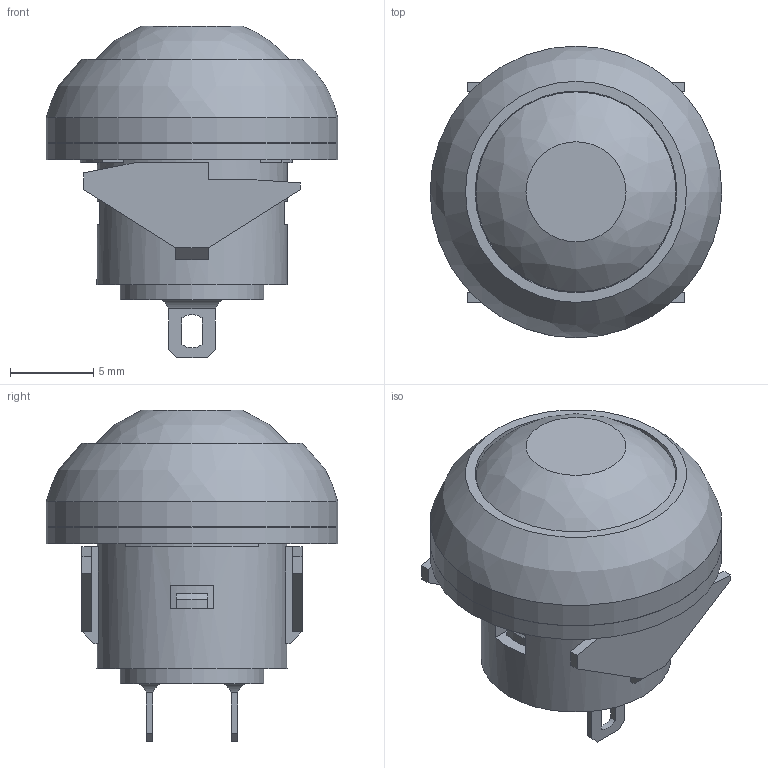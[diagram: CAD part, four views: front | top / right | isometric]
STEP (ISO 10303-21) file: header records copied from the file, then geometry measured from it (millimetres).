
FILE_DESCRIPTION(/* description */ (''),/* implementation_level */ '2;1');
FILE_NAME(/* name */ 'RP8100B1M1CEBLKxxxNIL.stp',/* time_stamp */ '2021-10-26T13:11:06-05:00',/* author */ ('mwilliams'),/* organization */ (''),/* preprocessor_version */ 'ST-DEVELOPER v18',/* originating_system */ 'Autodesk Inventor 2020',/* authorisation */ '');
FILE_SCHEMA (('AUTOMOTIVE_DESIGN { 1 0 10303 214 3 1 1 }'));
Length unit declared in the file: millimetre
Products named in the file (1): Part24
Bounding box: 17.5 x 17.5 x 19.9 mm (x, y, z)
Volume: 1605.1 mm3; surface area: 3059.6 mm2
Topology: 7 solids, 7 shells, 178 faces, 461 edges, 311 vertices
Faces by surface type: plane 125, cylinder 41, cone 9, bspline 3
Full cylindrical faces by diameter (mm): 2.6 x1, 4 x1, 5.1 x1, 5.6 x1, 7.2 x1, 7.55 x1, 8.6 x2, 9.5 x2, 9.55 x1, 10 x1, 11.1 x1, 11.4 x1, 11.6 x1, 12 x1, 12.1 x1, 13.6 x1, 17.5 x2
Entity records: 5618 total; most frequent: CARTESIAN_POINT 1053, DIRECTION 957, ORIENTED_EDGE 922, EDGE_CURVE 461, AXIS2_PLACEMENT_3D 332, VERTEX_POINT 311, LINE 293, VECTOR 293
